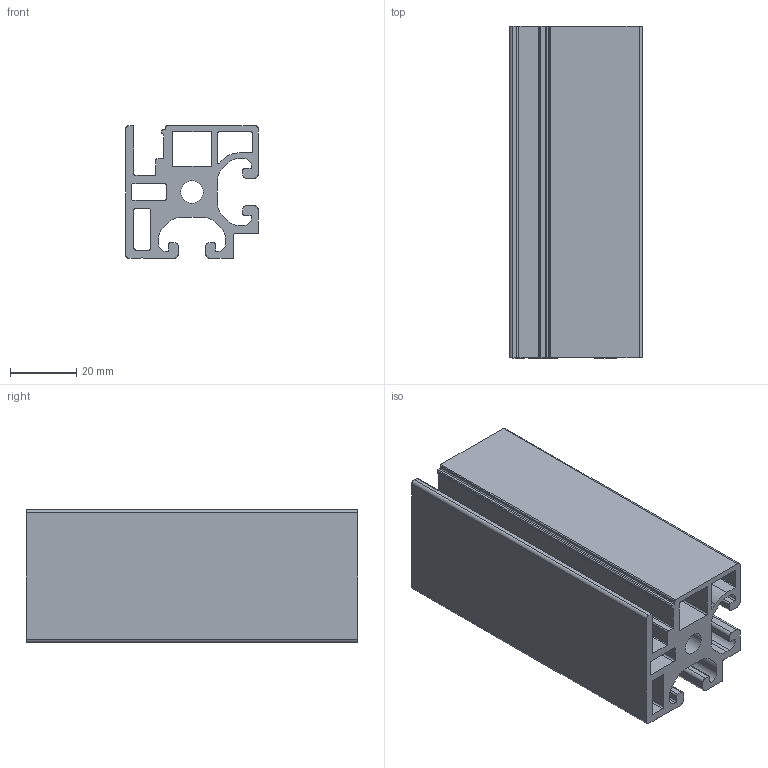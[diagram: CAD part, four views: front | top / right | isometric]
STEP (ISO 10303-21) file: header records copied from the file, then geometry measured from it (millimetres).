
FILE_DESCRIPTION( ( 'Unknown' ), '1' );
FILE_NAME( 'I8-X4040TP.stp', 'Unknown', ( 'Unknown' ), ( 'Unknown' ), 'XStep 1.0', 'Unknown', ' ' );
FILE_SCHEMA( ( 'automotive_design' ) );
Length unit declared in the file: millimetre
Products named in the file (1): 1
Bounding box: 40 x 100 x 40 mm (x, y, z)
Volume: 69784.5 mm3; surface area: 46554.2 mm2
Topology: 1 solids, 1 shells, 127 faces, 375 edges, 250 vertices
Faces by surface type: cylinder 65, plane 62
Full cylindrical faces by diameter (mm): 6.8 x1
Entity records: 5326 total; most frequent: DIRECTION 760, CARTESIAN_POINT 752, ORIENTED_EDGE 748, EDGE_CURVE 374, AXIS2_PLACEMENT_3D 258, VERTEX_POINT 250, LINE 244, VECTOR 244
